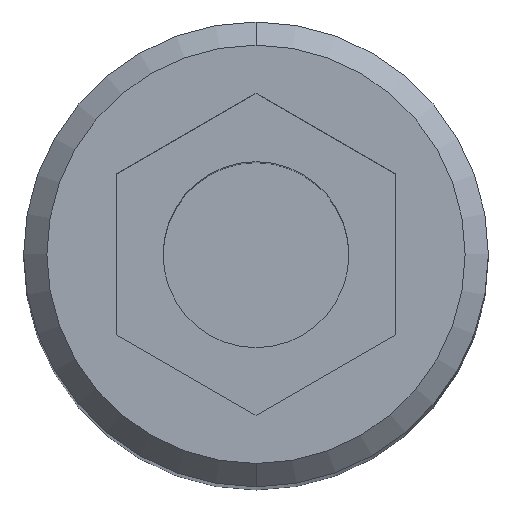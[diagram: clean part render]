
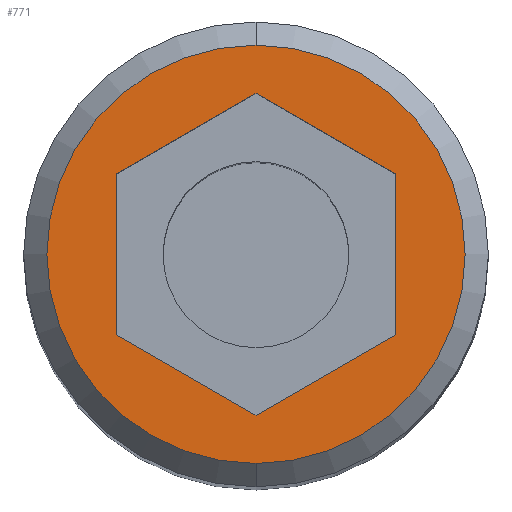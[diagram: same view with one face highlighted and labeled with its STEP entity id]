
A CAD part, top view. The second image highlights one B-rep face of the part: STEP entity #771.
In plain terms, the highlighted planar face has unit normal (0, 0, 1).
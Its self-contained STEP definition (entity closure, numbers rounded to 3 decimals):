
#256=DIRECTION('',(0.866,0.5,0.));
#257=VECTOR('',#256,1.732);
#258=CARTESIAN_POINT('',(0.,-1.732,44.));
#259=LINE('',#258,#257);
#263=DIRECTION('',(0.,1.,0.));
#264=VECTOR('',#263,1.732);
#265=CARTESIAN_POINT('',(1.5,-0.866,44.));
#266=LINE('',#265,#264);
#270=DIRECTION('',(-0.866,0.5,0.));
#271=VECTOR('',#270,1.732);
#272=CARTESIAN_POINT('',(1.5,0.866,44.));
#273=LINE('',#272,#271);
#277=DIRECTION('',(-0.866,-0.5,0.));
#278=VECTOR('',#277,1.732);
#279=CARTESIAN_POINT('',(0.,1.732,44.));
#280=LINE('',#279,#278);
#284=DIRECTION('',(0.,-1.,0.));
#285=VECTOR('',#284,1.732);
#286=CARTESIAN_POINT('',(-1.5,0.866,44.));
#287=LINE('',#286,#285);
#291=DIRECTION('',(0.866,-0.5,0.));
#292=VECTOR('',#291,1.732);
#293=CARTESIAN_POINT('',(-1.5,-0.866,44.));
#294=LINE('',#293,#292);
#298=CARTESIAN_POINT('',(0.,0.,44.));
#299=DIRECTION('',(0.,0.,1.));
#300=DIRECTION('',(0.,1.,0.));
#301=AXIS2_PLACEMENT_3D('',#298,#299,#300);
#306=CARTESIAN_POINT('',(0.,0.,44.));
#307=DIRECTION('',(0.,0.,1.));
#308=DIRECTION('',(0.,-1.,0.));
#309=AXIS2_PLACEMENT_3D('',#306,#307,#308);
#521=CARTESIAN_POINT('',(0.,-1.732,44.));
#522=CARTESIAN_POINT('',(1.5,-0.866,44.));
#523=VERTEX_POINT('',#521);
#524=VERTEX_POINT('',#522);
#525=CARTESIAN_POINT('',(-1.5,-0.866,44.));
#526=VERTEX_POINT('',#525);
#527=CARTESIAN_POINT('',(-1.5,0.866,44.));
#528=VERTEX_POINT('',#527);
#529=CARTESIAN_POINT('',(0.,1.732,44.));
#530=VERTEX_POINT('',#529);
#531=CARTESIAN_POINT('',(1.5,0.866,44.));
#532=VERTEX_POINT('',#531);
#545=CARTESIAN_POINT('',(0.,2.25,44.));
#546=CARTESIAN_POINT('',(0.,-2.25,44.));
#547=VERTEX_POINT('',#545);
#548=VERTEX_POINT('',#546);
#747=CARTESIAN_POINT('',(0.,0.,44.));
#748=DIRECTION('',(0.,0.,-1.));
#749=DIRECTION('',(0.,-1.,0.));
#750=AXIS2_PLACEMENT_3D('',#747,#748,#749);
#751=PLANE('',#750);
#753=ORIENTED_EDGE('',*,*,#752,.F.);
#754=ORIENTED_EDGE('',*,*,#737,.F.);
#755=EDGE_LOOP('',(#753,#754));
#756=FACE_OUTER_BOUND('',#755,.F.);
#758=ORIENTED_EDGE('',*,*,#757,.T.);
#760=ORIENTED_EDGE('',*,*,#759,.T.);
#762=ORIENTED_EDGE('',*,*,#761,.T.);
#764=ORIENTED_EDGE('',*,*,#763,.T.);
#766=ORIENTED_EDGE('',*,*,#765,.T.);
#768=ORIENTED_EDGE('',*,*,#767,.T.);
#769=EDGE_LOOP('',(#758,#760,#762,#764,#766,#768));
#770=FACE_BOUND('',#769,.F.);
#771=ADVANCED_FACE('',(#756,#770),#751,.F.);
#302=CIRCLE('',#301,2.25);
#310=CIRCLE('',#309,2.25);
#737=EDGE_CURVE('',#548,#547,#310,.T.);
#752=EDGE_CURVE('',#547,#548,#302,.T.);
#757=EDGE_CURVE('',#523,#524,#259,.T.);
#759=EDGE_CURVE('',#524,#532,#266,.T.);
#761=EDGE_CURVE('',#532,#530,#273,.T.);
#763=EDGE_CURVE('',#530,#528,#280,.T.);
#765=EDGE_CURVE('',#528,#526,#287,.T.);
#767=EDGE_CURVE('',#526,#523,#294,.T.);
